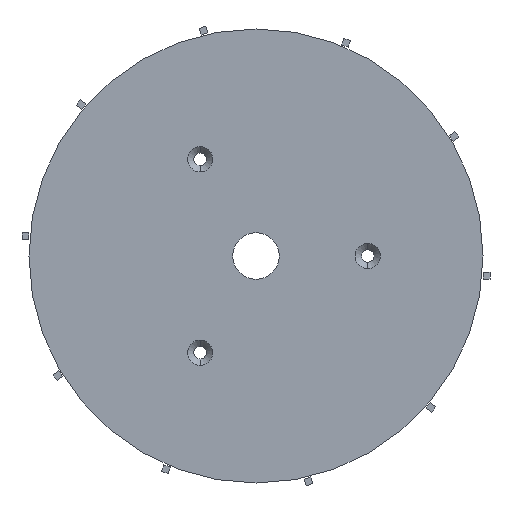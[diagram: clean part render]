
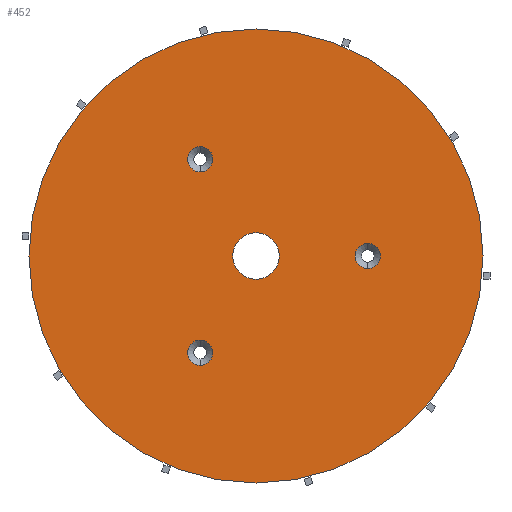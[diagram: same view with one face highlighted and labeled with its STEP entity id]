
A CAD part, front view. The second image highlights one B-rep face of the part: STEP entity #452.
In plain terms, the highlighted planar face has unit normal (0, -1, 0).
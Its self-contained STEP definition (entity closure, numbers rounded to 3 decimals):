
#76 = CIRCLE ( 'NONE', #970, 1.8 ) ;
#82 = ORIENTED_EDGE ( 'NONE', *, *, #2865, .F. ) ;
#123 = EDGE_CURVE ( 'NONE', #2198, #1585, #727, .T. ) ;
#136 = FACE_BOUND ( 'NONE', #2242, .T. ) ;
#174 = CARTESIAN_POINT ( 'NONE',  ( -8., 0., -12.056 ) ) ;
#186 = AXIS2_PLACEMENT_3D ( 'NONE', #2729, #2503, #694 ) ;
#289 = EDGE_CURVE ( 'NONE', #1071, #497, #1252, .T. ) ;
#304 = DIRECTION ( 'NONE',  ( 0., 0., 1. ) ) ;
#307 = AXIS2_PLACEMENT_3D ( 'NONE', #958, #716, #3356 ) ;
#414 = CARTESIAN_POINT ( 'NONE',  ( -8., 0., -13.856 ) ) ;
#428 = EDGE_CURVE ( 'NONE', #2993, #1604, #1672, .T. ) ;
#445 = CARTESIAN_POINT ( 'NONE',  ( 0., 0., -3.325 ) ) ;
#448 = CARTESIAN_POINT ( 'NONE',  ( 0., 0., -32.5 ) ) ;
#452 = ADVANCED_FACE ( 'NONE', ( #954, #136, #3283, #918, #1705 ), #1209, .F. ) ;
#454 = ORIENTED_EDGE ( 'NONE', *, *, #3167, .T. ) ;
#459 = CARTESIAN_POINT ( 'NONE',  ( 16., 0., -1.8 ) ) ;
#486 = AXIS2_PLACEMENT_3D ( 'NONE', #1191, #1966, #3320 ) ;
#497 = VERTEX_POINT ( 'NONE', #3072 ) ;
#531 = AXIS2_PLACEMENT_3D ( 'NONE', #414, #3040, #1723 ) ;
#571 = VERTEX_POINT ( 'NONE', #448 ) ;
#590 = EDGE_LOOP ( 'NONE', ( #82, #2176 ) ) ;
#597 = CIRCLE ( 'NONE', #877, 1.8 ) ;
#663 = CARTESIAN_POINT ( 'NONE',  ( -8., 0., 13.856 ) ) ;
#694 = DIRECTION ( 'NONE',  ( 0., 0., 1. ) ) ;
#716 = DIRECTION ( 'NONE',  ( 0., -1., 0. ) ) ;
#727 = CIRCLE ( 'NONE', #2818, 1.8 ) ;
#834 = CARTESIAN_POINT ( 'NONE',  ( -8., 0., -13.856 ) ) ;
#872 = VERTEX_POINT ( 'NONE', #913 ) ;
#877 = AXIS2_PLACEMENT_3D ( 'NONE', #834, #2098, #3148 ) ;
#913 = CARTESIAN_POINT ( 'NONE',  ( -8., 0., -15.656 ) ) ;
#918 = FACE_BOUND ( 'NONE', #2344, .T. ) ;
#926 = ORIENTED_EDGE ( 'NONE', *, *, #2306, .F. ) ;
#954 = FACE_BOUND ( 'NONE', #2959, .T. ) ;
#958 = CARTESIAN_POINT ( 'NONE',  ( 16., 0., 0. ) ) ;
#970 = AXIS2_PLACEMENT_3D ( 'NONE', #663, #1706, #2767 ) ;
#979 = CIRCLE ( 'NONE', #1622, 32.5 ) ;
#1071 = VERTEX_POINT ( 'NONE', #2575 ) ;
#1123 = DIRECTION ( 'NONE',  ( 0., 1., 0. ) ) ;
#1140 = CARTESIAN_POINT ( 'NONE',  ( 0., 0., 0. ) ) ;
#1143 = EDGE_CURVE ( 'NONE', #2810, #872, #597, .T. ) ;
#1162 = DIRECTION ( 'NONE',  ( 0., 0., 1. ) ) ;
#1191 = CARTESIAN_POINT ( 'NONE',  ( 0., 0., 0. ) ) ;
#1209 = PLANE ( 'NONE',  #486 ) ;
#1252 = CIRCLE ( 'NONE', #3185, 1.8 ) ;
#1257 = CARTESIAN_POINT ( 'NONE',  ( 0., 0., 3.325 ) ) ;
#1289 = ORIENTED_EDGE ( 'NONE', *, *, #289, .F. ) ;
#1417 = CIRCLE ( 'NONE', #2206, 32.5 ) ;
#1428 = ORIENTED_EDGE ( 'NONE', *, *, #2367, .F. ) ;
#1529 = CIRCLE ( 'NONE', #1863, 3.325 ) ;
#1585 = VERTEX_POINT ( 'NONE', #459 ) ;
#1601 = ORIENTED_EDGE ( 'NONE', *, *, #1143, .F. ) ;
#1604 = VERTEX_POINT ( 'NONE', #445 ) ;
#1622 = AXIS2_PLACEMENT_3D ( 'NONE', #2193, #1123, #1685 ) ;
#1624 = CIRCLE ( 'NONE', #307, 1.8 ) ;
#1628 = CARTESIAN_POINT ( 'NONE',  ( 0., 0., 0. ) ) ;
#1672 = CIRCLE ( 'NONE', #186, 3.325 ) ;
#1685 = DIRECTION ( 'NONE',  ( 0., 0., 1. ) ) ;
#1705 = FACE_OUTER_BOUND ( 'NONE', #1981, .T. ) ;
#1706 = DIRECTION ( 'NONE',  ( 0., -1., 0. ) ) ;
#1723 = DIRECTION ( 'NONE',  ( 0., 0., -1. ) ) ;
#1780 = ORIENTED_EDGE ( 'NONE', *, *, #3091, .F. ) ;
#1863 = AXIS2_PLACEMENT_3D ( 'NONE', #1140, #2471, #1162 ) ;
#1867 = CARTESIAN_POINT ( 'NONE',  ( -8., 0., 13.856 ) ) ;
#1966 = DIRECTION ( 'NONE',  ( 0., 1., 0. ) ) ;
#1981 = EDGE_LOOP ( 'NONE', ( #3048, #1780 ) ) ;
#2098 = DIRECTION ( 'NONE',  ( 0., -1., 0. ) ) ;
#2110 = CARTESIAN_POINT ( 'NONE',  ( 16., 0., 1.8 ) ) ;
#2159 = DIRECTION ( 'NONE',  ( 0., 1., 0. ) ) ;
#2176 = ORIENTED_EDGE ( 'NONE', *, *, #123, .F. ) ;
#2193 = CARTESIAN_POINT ( 'NONE',  ( 0., 0., 0. ) ) ;
#2198 = VERTEX_POINT ( 'NONE', #2110 ) ;
#2206 = AXIS2_PLACEMENT_3D ( 'NONE', #1628, #2159, #304 ) ;
#2242 = EDGE_LOOP ( 'NONE', ( #1428, #1601 ) ) ;
#2306 = EDGE_CURVE ( 'NONE', #497, #1071, #76, .T. ) ;
#2344 = EDGE_LOOP ( 'NONE', ( #3248, #454 ) ) ;
#2347 = EDGE_CURVE ( 'NONE', #571, #3145, #979, .T. ) ;
#2367 = EDGE_CURVE ( 'NONE', #872, #2810, #3121, .T. ) ;
#2458 = DIRECTION ( 'NONE',  ( 0., -1., 0. ) ) ;
#2471 = DIRECTION ( 'NONE',  ( 0., 1., 0. ) ) ;
#2503 = DIRECTION ( 'NONE',  ( 0., 1., 0. ) ) ;
#2575 = CARTESIAN_POINT ( 'NONE',  ( -8., 0., 15.656 ) ) ;
#2702 = DIRECTION ( 'NONE',  ( 0., 0., -1. ) ) ;
#2729 = CARTESIAN_POINT ( 'NONE',  ( 0., 0., 0. ) ) ;
#2767 = DIRECTION ( 'NONE',  ( 0., 0., -1. ) ) ;
#2803 = DIRECTION ( 'NONE',  ( 0., -1., 0. ) ) ;
#2810 = VERTEX_POINT ( 'NONE', #174 ) ;
#2818 = AXIS2_PLACEMENT_3D ( 'NONE', #2974, #2458, #2702 ) ;
#2865 = EDGE_CURVE ( 'NONE', #1585, #2198, #1624, .T. ) ;
#2959 = EDGE_LOOP ( 'NONE', ( #926, #1289 ) ) ;
#2974 = CARTESIAN_POINT ( 'NONE',  ( 16., 0., 0. ) ) ;
#2993 = VERTEX_POINT ( 'NONE', #1257 ) ;
#3040 = DIRECTION ( 'NONE',  ( 0., -1., 0. ) ) ;
#3048 = ORIENTED_EDGE ( 'NONE', *, *, #2347, .F. ) ;
#3072 = CARTESIAN_POINT ( 'NONE',  ( -8., 0., 12.056 ) ) ;
#3091 = EDGE_CURVE ( 'NONE', #3145, #571, #1417, .T. ) ;
#3121 = CIRCLE ( 'NONE', #531, 1.8 ) ;
#3145 = VERTEX_POINT ( 'NONE', #3270 ) ;
#3148 = DIRECTION ( 'NONE',  ( 0., 0., -1. ) ) ;
#3167 = EDGE_CURVE ( 'NONE', #1604, #2993, #1529, .T. ) ;
#3185 = AXIS2_PLACEMENT_3D ( 'NONE', #1867, #2803, #3289 ) ;
#3248 = ORIENTED_EDGE ( 'NONE', *, *, #428, .T. ) ;
#3270 = CARTESIAN_POINT ( 'NONE',  ( 0., 0., 32.5 ) ) ;
#3283 = FACE_BOUND ( 'NONE', #590, .T. ) ;
#3289 = DIRECTION ( 'NONE',  ( 0., 0., -1. ) ) ;
#3320 = DIRECTION ( 'NONE',  ( 0., 0., 1. ) ) ;
#3356 = DIRECTION ( 'NONE',  ( 0., 0., -1. ) ) ;
